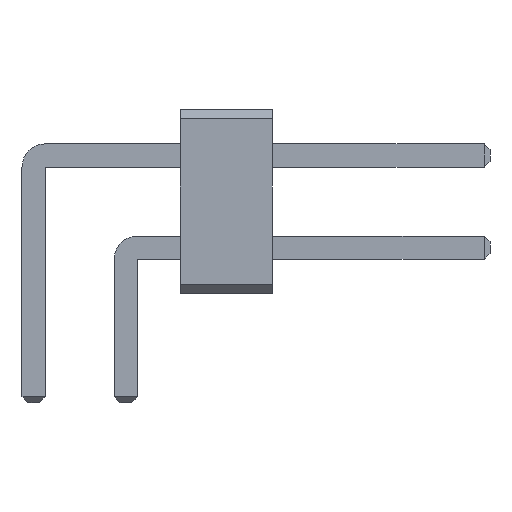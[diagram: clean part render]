
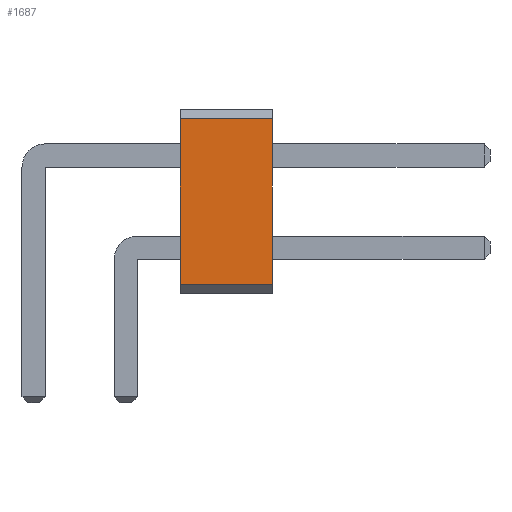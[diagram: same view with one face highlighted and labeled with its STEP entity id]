
A CAD part, front view. The second image highlights one B-rep face of the part: STEP entity #1687.
In plain terms, the highlighted planar face has unit normal (0, -1, 0).
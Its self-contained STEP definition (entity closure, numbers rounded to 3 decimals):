
#13=DIRECTION('',(0.,0.,1.));
#27=VECTOR('',#28,1.);
#28=DIRECTION('',(1.,0.,0.));
#57=DIRECTION('',(0.,-1.,0.));
#1674=VERTEX_POINT('',#1675);
#1675=CARTESIAN_POINT('',(6.58,-72.39,0.254));
#1678=EDGE_CURVE('',#1679,#1674,#1681,.T.);
#1679=VERTEX_POINT('',#1680);
#1680=CARTESIAN_POINT('',(4.04,-72.39,0.254));
#1681=LINE('',#1680,#27);
#1687=ADVANCED_FACE('',(#1688),#1705,.T.);
#1688=FACE_BOUND('',#1689,.T.);
#1689=EDGE_LOOP('',(#1690,#1691,#1697,#1702));
#1690=ORIENTED_EDGE('',*,*,#1678,.T.);
#1691=ORIENTED_EDGE('',*,*,#1692,.T.);
#1692=EDGE_CURVE('',#1674,#1693,#1695,.T.);
#1693=VERTEX_POINT('',#1694);
#1694=CARTESIAN_POINT('',(6.58,-72.39,4.826));
#1695=LINE('',#1675,#1696);
#1696=VECTOR('',#13,1.);
#1697=ORIENTED_EDGE('',*,*,#1698,.F.);
#1698=EDGE_CURVE('',#1699,#1693,#1701,.T.);
#1699=VERTEX_POINT('',#1700);
#1700=CARTESIAN_POINT('',(4.04,-72.39,4.826));
#1701=LINE('',#1700,#27);
#1702=ORIENTED_EDGE('',*,*,#1703,.F.);
#1703=EDGE_CURVE('',#1679,#1699,#1704,.T.);
#1704=LINE('',#1680,#1696);
#1705=PLANE('',#1706);
#1706=AXIS2_PLACEMENT_3D('',#1680,#57,#13);
